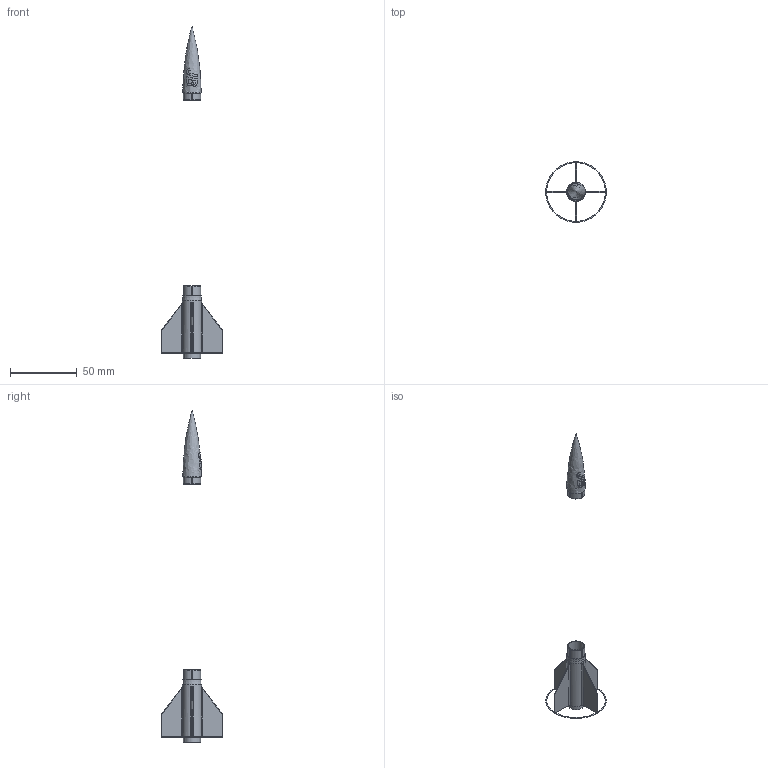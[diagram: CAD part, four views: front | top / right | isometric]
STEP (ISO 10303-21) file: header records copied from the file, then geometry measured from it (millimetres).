
FILE_DESCRIPTION(/* description */ (''),/* implementation_level */ '2;1');
FILE_NAME(/* name */ 'JoeBarbetta-BT5 Mini Rocket v2.step',/* time_stamp */ '2023-05-20T11:44:25-04:00',/* author */ (''),/* organization */ (''),/* preprocessor_version */ 'ST-DEVELOPER v19.2',/* originating_system */ 'Autodesk Translation Framework v12.4.0.73',/* authorisation */ '');
FILE_SCHEMA (('AUTOMOTIVE_DESIGN { 1 0 10303 214 3 1 1 }'));
Length unit declared in the file: inch
Products named in the file (4): JoeBarbetta-BT5 Mini Rocket; JoeB_FinSet; JoeB_NoseCone; Engine-A
Assembly tree (3 placements, depth 2):
  JoeBarbetta-BT5 Mini Rocket
    JoeB_FinSet
    JoeB_NoseCone
    Engine-A
Bounding box: 45.57 x 45.57 x 249.48 mm (x, y, z)
Volume: 6770.9 mm3; surface area: 14957.8 mm2
Topology: 4 solids, 4 shells, 171 faces, 455 edges, 294 vertices
Faces by surface type: plane 67, bspline 46, cylinder 44, cone 13, torus 1
Full cylindrical faces by diameter (mm): 3.048 x1, 9.779 x2, 11.379 x1, 11.532 x1, 12.827 x1, 13.208 x1, 14.326 x1
Entity records: 6354 total; most frequent: CARTESIAN_POINT 2276, ORIENTED_EDGE 906, DIRECTION 712, EDGE_CURVE 453, VERTEX_POINT 294, AXIS2_PLACEMENT_3D 265, EDGE_LOOP 189, LINE 182
